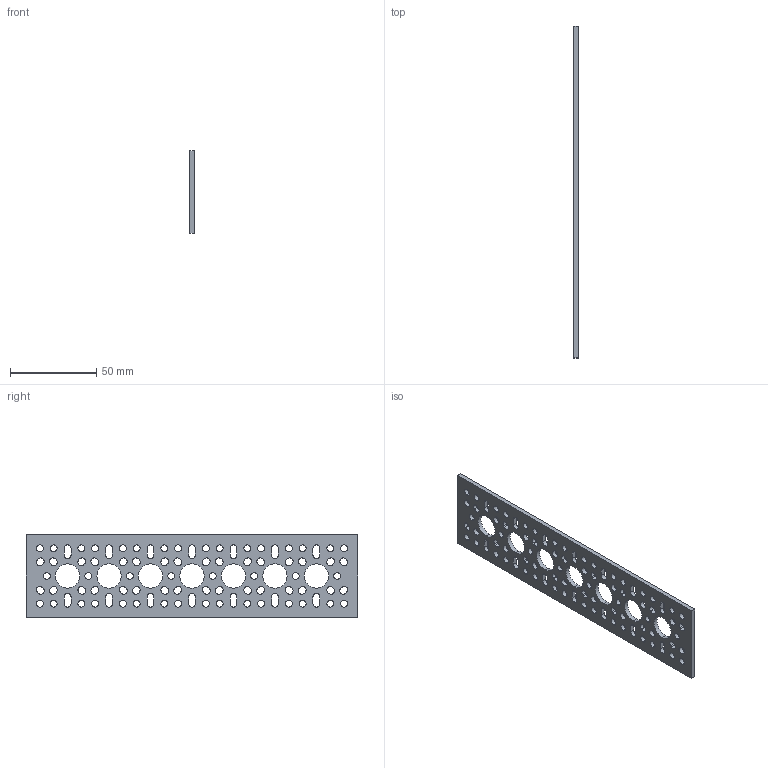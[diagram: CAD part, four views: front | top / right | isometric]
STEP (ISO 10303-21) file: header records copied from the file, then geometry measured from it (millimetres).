
FILE_DESCRIPTION (( 'STEP AP203' ), '1' );
FILE_NAME ('1104-0007-0192.STEP', '2017-03-30T14:32:37', ( '' ), ( '' ), 'SwSTEP 2.0', 'SolidWorks 2016', '' );
FILE_SCHEMA (( 'CONFIG_CONTROL_DESIGN' ));
Length unit declared in the file: millimetre
Products named in the file (1): 1104-0007-0192
Bounding box: 2.5 x 192 x 48 mm (x, y, z)
Volume: 16864.7 mm3; surface area: 18553 mm2
Topology: 1 solids, 1 shells, 330 faces, 984 edges, 656 vertices
Faces by surface type: cylinder 232, plane 98
Entity records: 11761 total; most frequent: DIRECTION 2110, CARTESIAN_POINT 1971, ORIENTED_EDGE 1968, EDGE_CURVE 984, AXIS2_PLACEMENT_3D 795, VERTEX_POINT 656, VECTOR 520, LINE 520
